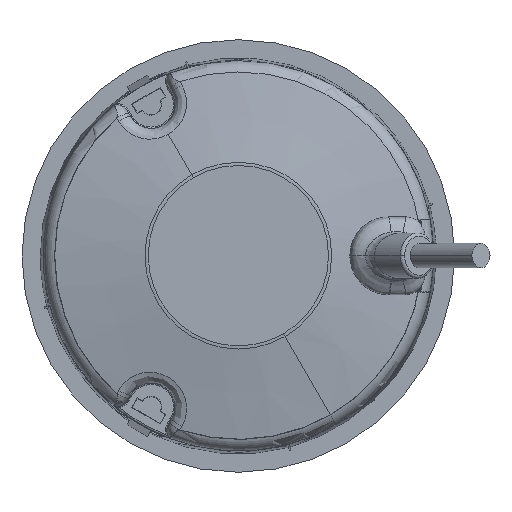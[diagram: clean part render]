
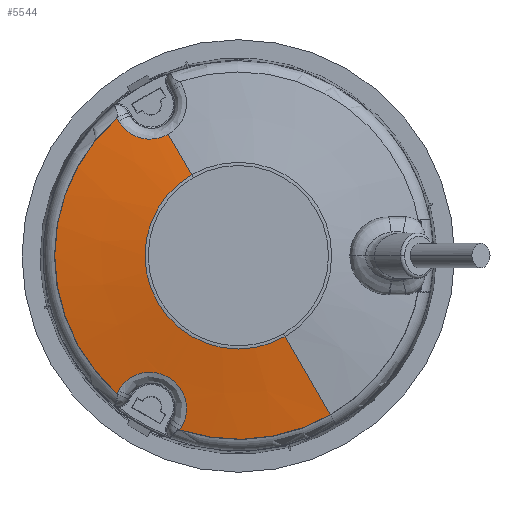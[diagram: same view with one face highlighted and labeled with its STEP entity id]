
A CAD part, top view. The second image highlights one B-rep face of the part: STEP entity #5544.
In plain terms, the highlighted conical face has half-angle 80 degrees and reference radius 22.638 mm.
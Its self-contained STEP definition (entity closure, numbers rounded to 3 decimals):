
#727=DIRECTION('',(-0.492,0.853,0.174));
#728=VECTOR('',#727,14.987);
#729=CARTESIAN_POINT('',(15.019,-25.98,17.852));
#730=LINE('',#729,#728);
#731=CARTESIAN_POINT('',(-9.255,-27.936,17.952));
#732=CARTESIAN_POINT('',(-9.288,-27.992,17.941));
#733=CARTESIAN_POINT('',(-9.354,-28.103,17.919));
#734=CARTESIAN_POINT('',(-9.451,-28.271,17.886));
#735=CARTESIAN_POINT('',(-9.517,-28.383,17.863));
#736=CARTESIAN_POINT('',(-9.55,-28.439,17.852));
#738=CARTESIAN_POINT('',(-19.566,-21.984,17.952));
#739=CARTESIAN_POINT('',(-19.374,-21.646,18.019));
#740=CARTESIAN_POINT('',(-19.042,-21.178,18.12));
#741=CARTESIAN_POINT('',(-18.513,-20.625,18.255));
#742=CARTESIAN_POINT('',(-17.923,-20.12,18.39));
#743=CARTESIAN_POINT('',(-17.114,-19.613,18.552));
#744=CARTESIAN_POINT('',(-16.014,-19.197,18.734));
#745=CARTESIAN_POINT('',(-15.063,-19.04,18.861));
#746=CARTESIAN_POINT('',(-14.272,-19.028,18.948));
#747=CARTESIAN_POINT('',(-13.688,-19.077,19.002));
#748=CARTESIAN_POINT('',(-13.11,-19.182,19.045));
#749=CARTESIAN_POINT('',(-12.538,-19.346,19.077));
#750=CARTESIAN_POINT('',(-11.984,-19.565,19.097));
#751=CARTESIAN_POINT('',(-11.459,-19.834,19.103));
#752=CARTESIAN_POINT('',(-10.96,-20.155,19.097));
#753=CARTESIAN_POINT('',(-10.333,-20.651,19.071));
#754=CARTESIAN_POINT('',(-9.797,-21.22,19.021));
#755=CARTESIAN_POINT('',(-9.344,-21.871,18.948));
#756=CARTESIAN_POINT('',(-9.059,-22.383,18.884));
#757=CARTESIAN_POINT('',(-8.826,-22.916,18.812));
#758=CARTESIAN_POINT('',(-8.646,-23.473,18.731));
#759=CARTESIAN_POINT('',(-8.523,-24.043,18.644));
#760=CARTESIAN_POINT('',(-8.458,-24.615,18.552));
#761=CARTESIAN_POINT('',(-8.449,-25.192,18.456));
#762=CARTESIAN_POINT('',(-8.515,-25.966,18.323));
#763=CARTESIAN_POINT('',(-8.735,-26.893,18.156));
#764=CARTESIAN_POINT('',(-9.06,-27.602,18.019));
#765=CARTESIAN_POINT('',(-9.255,-27.936,17.952));
#767=CARTESIAN_POINT('',(-19.854,-22.49,17.852));
#768=CARTESIAN_POINT('',(-19.821,-22.434,17.863));
#769=CARTESIAN_POINT('',(-19.758,-22.32,17.886));
#770=CARTESIAN_POINT('',(-19.661,-22.152,17.919));
#771=CARTESIAN_POINT('',(-19.597,-22.04,17.941));
#772=CARTESIAN_POINT('',(-19.566,-21.984,17.952));
#774=CARTESIAN_POINT('',(0.01,0.016,17.852));
#775=DIRECTION('',(0.,0.,1.));
#776=DIRECTION('',(-0.662,0.75,0.));
#777=AXIS2_PLACEMENT_3D('',#774,#775,#776);
#779=CARTESIAN_POINT('',(-19.566,22.016,17.952));
#780=CARTESIAN_POINT('',(-19.597,22.072,17.941));
#781=CARTESIAN_POINT('',(-19.661,22.185,17.919));
#782=CARTESIAN_POINT('',(-19.758,22.353,17.886));
#783=CARTESIAN_POINT('',(-19.821,22.466,17.863));
#784=CARTESIAN_POINT('',(-19.854,22.523,17.852));
#786=CARTESIAN_POINT('',(-11.458,19.879,19.101));
#787=CARTESIAN_POINT('',(-11.627,19.781,19.101));
#788=CARTESIAN_POINT('',(-11.977,19.601,19.097));
#789=CARTESIAN_POINT('',(-12.717,19.307,19.071));
#790=CARTESIAN_POINT('',(-13.478,19.128,19.021));
#791=CARTESIAN_POINT('',(-14.269,19.061,18.948));
#792=CARTESIAN_POINT('',(-14.854,19.069,18.884));
#793=CARTESIAN_POINT('',(-15.433,19.135,18.812));
#794=CARTESIAN_POINT('',(-16.005,19.258,18.731));
#795=CARTESIAN_POINT('',(-16.56,19.436,18.644));
#796=CARTESIAN_POINT('',(-17.088,19.665,18.552));
#797=CARTESIAN_POINT('',(-17.592,19.946,18.456));
#798=CARTESIAN_POINT('',(-18.23,20.39,18.323));
#799=CARTESIAN_POINT('',(-18.923,21.044,18.156));
#800=CARTESIAN_POINT('',(-19.375,21.68,18.019));
#801=CARTESIAN_POINT('',(-19.566,22.016,17.952));
#803=DIRECTION('',(-0.492,0.853,-0.174));
#804=VECTOR('',#803,7.795);
#805=CARTESIAN_POINT('',(-7.62,13.231,20.454));
#806=LINE('',#805,#804);
#1407=CARTESIAN_POINT('',(-19.854,-22.49,
17.852));
#1424=CARTESIAN_POINT('',(-19.854,22.523,17.852));
#3232=CARTESIAN_POINT('',(0.01,0.016,
17.852));
#3233=DIRECTION('',(0.,0.,-1.));
#3234=DIRECTION('',(0.5,-0.866,0.));
#3235=AXIS2_PLACEMENT_3D('',#3232,#3233,#3234);
#3718=CARTESIAN_POINT('',(0.01,0.016,
20.454));
#3719=DIRECTION('',(0.,0.,1.));
#3720=DIRECTION('',(-0.5,0.866,0.));
#3721=AXIS2_PLACEMENT_3D('',#3718,#3719,#3720);
#4141=VERTEX_POINT('',#1407);
#4145=VERTEX_POINT('',#1424);
#4179=CARTESIAN_POINT('',(7.639,-13.198,20.454));
#4180=CARTESIAN_POINT('',(-7.62,13.231,20.454));
#4181=VERTEX_POINT('',#4179);
#4182=VERTEX_POINT('',#4180);
#4183=CARTESIAN_POINT('',(-11.458,19.879,19.101));
#4184=VERTEX_POINT('',#4183);
#4186=CARTESIAN_POINT('',(15.019,-25.98,17.852));
#4187=VERTEX_POINT('',#4186);
#4192=CARTESIAN_POINT('',(-9.55,-28.439,
17.852));
#4193=VERTEX_POINT('',#4192);
#4194=VERTEX_POINT('',#731);
#4195=VERTEX_POINT('',#738);
#4196=VERTEX_POINT('',#779);
#5518=CARTESIAN_POINT('',(0.01,0.016,
19.153));
#5519=DIRECTION('',(0.,0.,-1.));
#5520=DIRECTION('',(0.5,-0.866,0.));
#5521=AXIS2_PLACEMENT_3D('',#5518,#5519,#5520);
#5522=CONICAL_SURFACE('',#5521,22.638,80.);
#5524=ORIENTED_EDGE('',*,*,#5523,.F.);
#5526=ORIENTED_EDGE('',*,*,#5525,.T.);
#5528=ORIENTED_EDGE('',*,*,#5527,.F.);
#5530=ORIENTED_EDGE('',*,*,#5529,.F.);
#5531=ORIENTED_EDGE('',*,*,#5506,.F.);
#5533=ORIENTED_EDGE('',*,*,#5532,.F.);
#5535=ORIENTED_EDGE('',*,*,#5534,.F.);
#5537=ORIENTED_EDGE('',*,*,#5536,.F.);
#5539=ORIENTED_EDGE('',*,*,#5538,.F.);
#5541=ORIENTED_EDGE('',*,*,#5540,.T.);
#5542=EDGE_LOOP('',(#5524,#5526,#5528,#5530,#5531,#5533,#5535,#5537,#5539,
#5541));
#5543=FACE_OUTER_BOUND('',#5542,.F.);
#5544=ADVANCED_FACE('',(#5543),#5522,.T.);
#737=B_SPLINE_CURVE_WITH_KNOTS('',3,(#731,#732,#733,#734,#735,#736),
.UNSPECIFIED.,.F.,.F.,(4,1,1,4),(0.,0.333,0.667,1.),
.UNSPECIFIED.);
#766=B_SPLINE_CURVE_WITH_KNOTS('',3,(#738,#739,#740,#741,#742,#743,#744,#745,
#746,#747,#748,#749,#750,#751,#752,#753,#754,#755,#756,#757,#758,#759,#760,#761,
#762,#763,#764,#765),.UNSPECIFIED.,.F.,.F.,(4,1,1,1,1,1,1,1,1,1,1,1,1,1,1,1,1,1,
1,1,1,1,1,1,1,4),(0.,0.063,0.094,0.125,0.187,
0.25,0.312,0.344,0.375,
0.406,0.437,0.469,0.5,
0.531,0.562,0.625,0.656,0.687,
0.719,0.75,0.781,0.812,0.844,
0.875,0.937,1.),.UNSPECIFIED.);
#773=B_SPLINE_CURVE_WITH_KNOTS('',3,(#767,#768,#769,#770,#771,#772),
.UNSPECIFIED.,.F.,.F.,(4,1,1,4),(0.,0.333,0.667,1.),
.UNSPECIFIED.);
#778=CIRCLE('',#777,30.018);
#785=B_SPLINE_CURVE_WITH_KNOTS('',3,(#779,#780,#781,#782,#783,#784),
.UNSPECIFIED.,.F.,.F.,(4,1,1,4),(0.,0.333,0.667,1.),
.UNSPECIFIED.);
#802=B_SPLINE_CURVE_WITH_KNOTS('',3,(#786,#787,#788,#789,#790,#791,#792,#793,
#794,#795,#796,#797,#798,#799,#800,#801),.UNSPECIFIED.,.F.,.F.,(4,1,1,1,1,1,1,1,
1,1,1,1,1,4),(0.,0.062,0.124,0.25,
0.312,0.375,0.437,0.5,
0.562,0.625,0.687,0.75,
0.875,1.),.UNSPECIFIED.);
#3236=CIRCLE('',#3235,30.018);
#3722=CIRCLE('',#3721,15.258);
#5506=EDGE_CURVE('',#4141,#4195,#773,.T.);
#5523=EDGE_CURVE('',#4187,#4181,#730,.T.);
#5525=EDGE_CURVE('',#4187,#4193,#3236,.T.);
#5527=EDGE_CURVE('',#4194,#4193,#737,.T.);
#5529=EDGE_CURVE('',#4195,#4194,#766,.T.);
#5532=EDGE_CURVE('',#4145,#4141,#778,.T.);
#5534=EDGE_CURVE('',#4196,#4145,#785,.T.);
#5536=EDGE_CURVE('',#4184,#4196,#802,.T.);
#5538=EDGE_CURVE('',#4182,#4184,#806,.T.);
#5540=EDGE_CURVE('',#4182,#4181,#3722,.T.);
